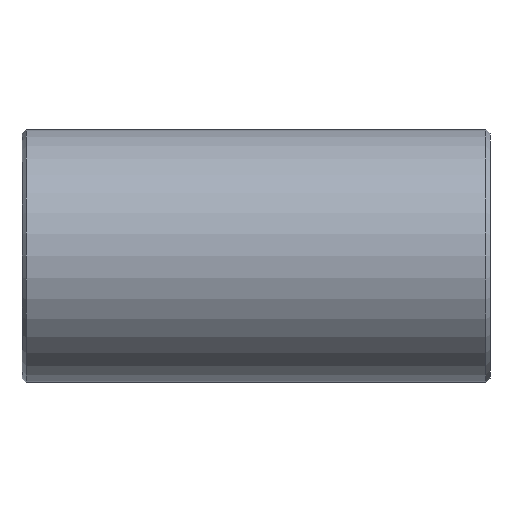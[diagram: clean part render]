
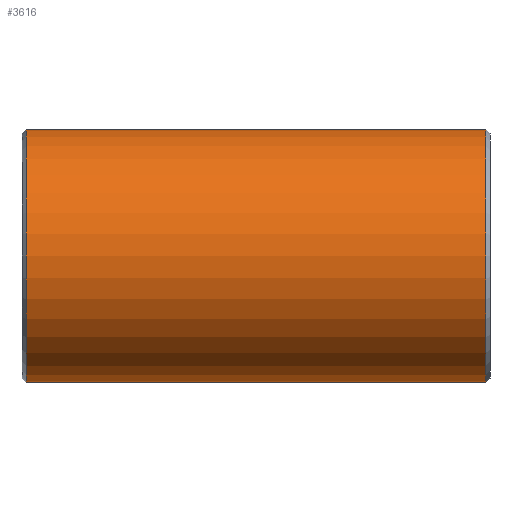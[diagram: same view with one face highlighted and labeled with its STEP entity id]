
A CAD part, left-side view. The second image highlights one B-rep face of the part: STEP entity #3616.
In plain terms, the highlighted cylindrical face has radius 2.975 mm (diameter 5.95 mm), a partial arc.
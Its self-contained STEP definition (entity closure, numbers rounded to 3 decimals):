
#221 = LINE ( 'NONE', #4742, #1569 ) ;
#254 = CARTESIAN_POINT ( 'NONE',  ( 0., 5.4, -2.975 ) ) ;
#266 = CARTESIAN_POINT ( 'NONE',  ( 0., 5.4, 0. ) ) ;
#461 = EDGE_CURVE ( 'NONE', #1417, #3768, #2746, .T. ) ;
#628 = DIRECTION ( 'NONE',  ( 0., 0., -1. ) ) ;
#640 = FACE_OUTER_BOUND ( 'NONE', #3629, .T. ) ;
#857 = EDGE_CURVE ( 'NONE', #1417, #2939, #2407, .T. ) ;
#979 = CYLINDRICAL_SURFACE ( 'NONE', #3332, 2.975 ) ;
#1085 = EDGE_CURVE ( 'NONE', #1135, #3768, #3720, .T. ) ;
#1135 = VERTEX_POINT ( 'NONE', #4452 ) ;
#1165 = CARTESIAN_POINT ( 'NONE',  ( 0., 5.4, 2.975 ) ) ;
#1338 = ORIENTED_EDGE ( 'NONE', *, *, #461, .F. ) ;
#1417 = VERTEX_POINT ( 'NONE', #1165 ) ;
#1430 = DIRECTION ( 'NONE',  ( 0., -1., 0. ) ) ;
#1497 = VECTOR ( 'NONE', #4817, 1000. ) ;
#1569 = VECTOR ( 'NONE', #5205, 1000. ) ;
#1965 = DIRECTION ( 'NONE',  ( 0., 0., 1. ) ) ;
#2365 = DIRECTION ( 'NONE',  ( 0., -1., 0. ) ) ;
#2393 = ORIENTED_EDGE ( 'NONE', *, *, #3432, .T. ) ;
#2407 = CIRCLE ( 'NONE', #4752, 2.975 ) ;
#2746 = LINE ( 'NONE', #3847, #1497 ) ;
#2826 = ORIENTED_EDGE ( 'NONE', *, *, #857, .T. ) ;
#2939 = VERTEX_POINT ( 'NONE', #254 ) ;
#3175 = ORIENTED_EDGE ( 'NONE', *, *, #1085, .T. ) ;
#3261 = CARTESIAN_POINT ( 'NONE',  ( 0., -5.4, 2.975 ) ) ;
#3332 = AXIS2_PLACEMENT_3D ( 'NONE', #4873, #1430, #628 ) ;
#3432 = EDGE_CURVE ( 'NONE', #2939, #1135, #221, .T. ) ;
#3566 = CARTESIAN_POINT ( 'NONE',  ( 0., -5.4, 0. ) ) ;
#3616 = ADVANCED_FACE ( 'NONE', ( #640 ), #979, .T. ) ;
#3629 = EDGE_LOOP ( 'NONE', ( #1338, #2826, #2393, #3175 ) ) ;
#3720 = CIRCLE ( 'NONE', #4453, 2.975 ) ;
#3768 = VERTEX_POINT ( 'NONE', #3261 ) ;
#3847 = CARTESIAN_POINT ( 'NONE',  ( 0., 5.5, 2.975 ) ) ;
#4452 = CARTESIAN_POINT ( 'NONE',  ( 0., -5.4, -2.975 ) ) ;
#4453 = AXIS2_PLACEMENT_3D ( 'NONE', #3566, #4893, #5301 ) ;
#4742 = CARTESIAN_POINT ( 'NONE',  ( 0., 5.5, -2.975 ) ) ;
#4752 = AXIS2_PLACEMENT_3D ( 'NONE', #266, #2365, #1965 ) ;
#4817 = DIRECTION ( 'NONE',  ( 0., -1., 0. ) ) ;
#4873 = CARTESIAN_POINT ( 'NONE',  ( 0., 5.5, 0. ) ) ;
#4893 = DIRECTION ( 'NONE',  ( 0., 1., 0. ) ) ;
#5205 = DIRECTION ( 'NONE',  ( 0., -1., 0. ) ) ;
#5301 = DIRECTION ( 'NONE',  ( 0., 0., 1. ) ) ;
